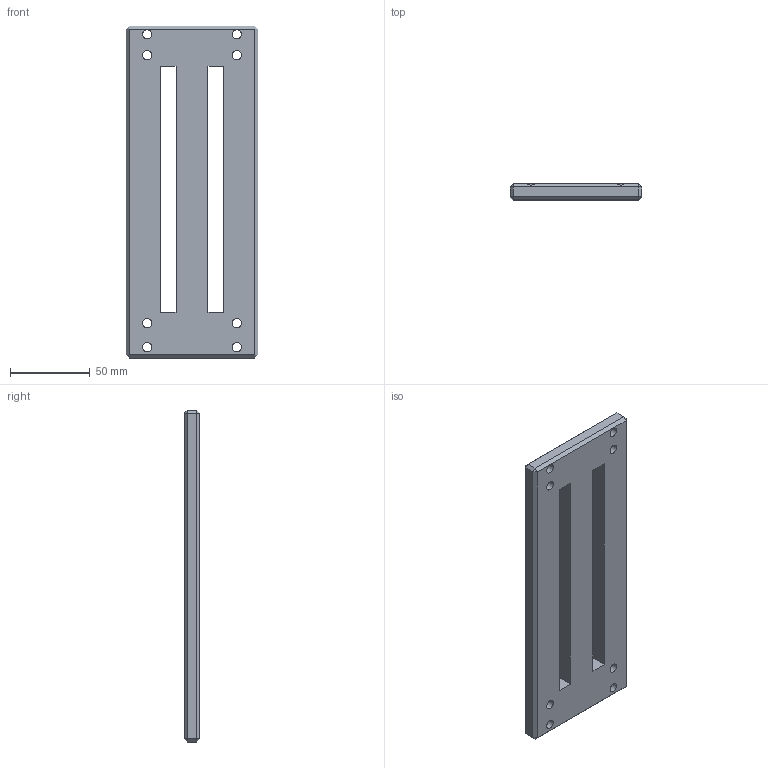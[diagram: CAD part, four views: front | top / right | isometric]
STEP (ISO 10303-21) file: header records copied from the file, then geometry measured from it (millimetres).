
FILE_DESCRIPTION(/* description */ ('STEP AP242','CAx-IF Rec.Pracs.---Representation and Presentation of Product Manufacturing Information (PMI)---4.0---2014-10-13','CAx-IF Rec.Pracs.---3D Tessellated Geometry---0.4---2014-09-14','2;1'),/* implementation_level */ '2;1');
FILE_NAME(/* name */ '686f0f9da37d42678cdea91b',/* time_stamp */ '2025-07-10T00:55:57Z',/* author */ (''),/* organization */ (''),/* preprocessor_version */ 'ST-DEVELOPER v20',/* originating_system */ 'ONSHAPE BY PTC INC, 1.200',/* authorisation */ ' ');
FILE_SCHEMA (('AP242_MANAGED_MODEL_BASED_3D_ENGINEERING_MIM_LF { 1 0 10303 442 1 1 4 }'));
Length unit declared in the file: metre
Products named in the file (1): Wedge Backfill Cover
Bounding box: 82.5 x 10 x 207.65 mm (x, y, z)
Volume: 135217.8 mm3; surface area: 40318.7 mm2
Topology: 1 solids, 1 shells, 58 faces, 130 edges, 80 vertices
Faces by surface type: plane 42, cylinder 16
Full cylindrical faces by diameter (mm): 5.75 x8, 8.25 x8
Entity records: 1516 total; most frequent: DIRECTION 260, CARTESIAN_POINT 241, ORIENTED_EDGE 216, EDGE_CURVE 108, EDGE_LOOP 100, FACE_BOUND 100, AXIS2_PLACEMENT_3D 93, LINE 74
